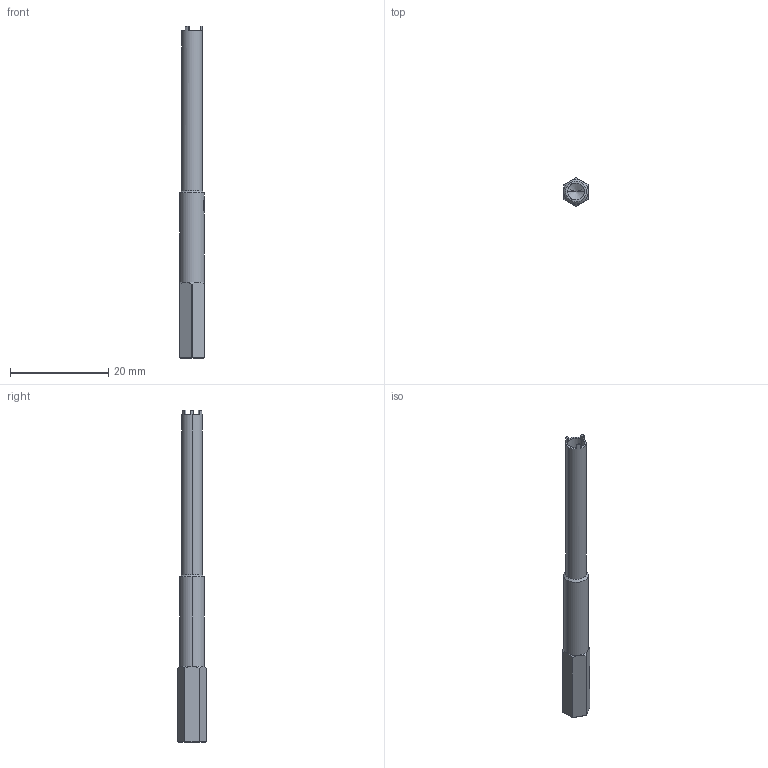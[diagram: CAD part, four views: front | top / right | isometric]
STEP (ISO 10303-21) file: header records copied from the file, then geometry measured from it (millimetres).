
FILE_DESCRIPTION (( 'STEP AP214' ), '1' );
FILE_NAME ('BIT733SP~-d.STEP', '2020-07-30T06:22:14', ( '' ), ( '' ), 'SwSTEP 2.0', 'SolidWorks 2020', '' );
FILE_SCHEMA (( 'AUTOMOTIVE_DESIGN' ));
Length unit declared in the file: millimetre
Products named in the file (1): BIT733SP~-d
Bounding box: 5 x 5.77 x 67.5 mm (x, y, z)
Volume: 999.5 mm3; surface area: 1206.9 mm2
Topology: 1 solids, 1 shells, 202 faces, 564 edges, 367 vertices
Faces by surface type: plane 99, bspline 67, cylinder 26, cone 10
Entity records: 11739 total; most frequent: CARTESIAN_POINT 7162, ORIENTED_EDGE 1124, DIRECTION 676, EDGE_CURVE 562, VERTEX_POINT 367, B_SPLINE_CURVE_WITH_KNOTS 232, AXIS2_PLACEMENT_3D 228, LINE 220
